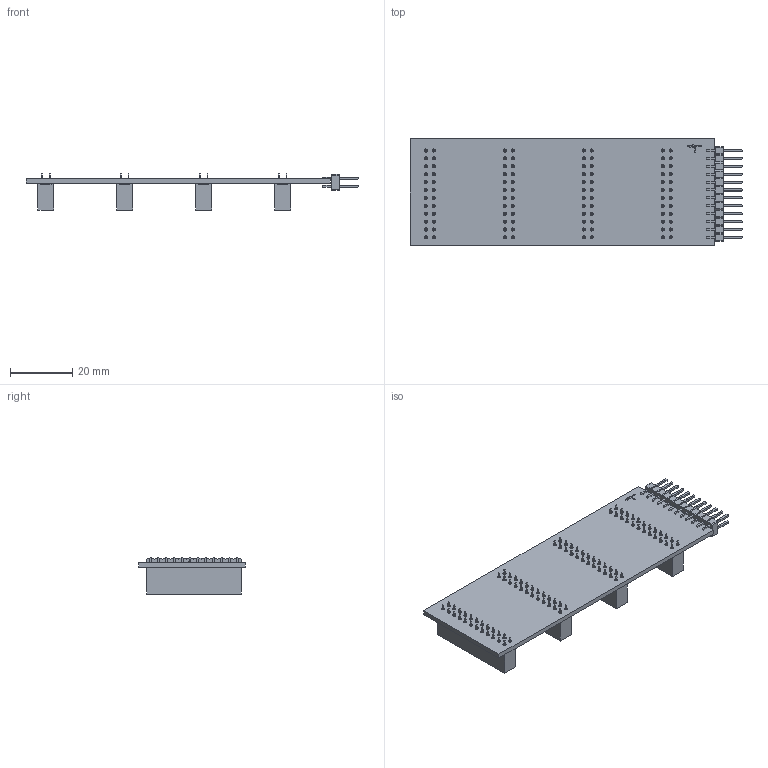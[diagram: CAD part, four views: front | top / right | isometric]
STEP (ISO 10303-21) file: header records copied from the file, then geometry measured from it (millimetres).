
FILE_DESCRIPTION(('KiCad electronic assembly'),'2;1');
FILE_NAME('BackPlane.step','2025-02-23T20:50:27',('Pcbnew'),('Kicad'), 'Open CASCADE STEP processor 7.6','KiCad to STEP converter','Unknown' );
FILE_SCHEMA(('AUTOMOTIVE_DESIGN { 1 0 10303 214 1 1 1 1 }'));
Length unit declared in the file: millimetre
Products named in the file (5): BackPlane 1; PinHeader_2x12_P2.54mm_Vertical; PinSocket_2x12_P2.54mm_Vertical; BackPlane_silkscreen; BackPlane_PCB
Assembly tree (7 placements, depth 2):
  BackPlane 1
    PinHeader_2x12_P2.54mm_Vertical
    PinSocket_2x12_P2.54mm_Vertical  x4
    BackPlane_silkscreen
    BackPlane_PCB
Bounding box: 106.79 x 34.29 x 11.6 mm (x, y, z)
Volume: 10383.6 mm3; surface area: 14539.7 mm2
Topology: 6 solids, 24 shells, 3164 faces, 8344 edges, 5450 vertices
Faces by surface type: plane 3068, cylinder 96
Full cylindrical faces by diameter (mm): 1 x96
Entity records: 39141 total; most frequent: CARTESIAN_POINT 6880, ORIENTED_EDGE 6514, DIRECTION 6188, EDGE_CURVE 3376, LINE 3104, VECTOR 3104, VERTEX_POINT 2234, FACE_BOUND 1554
